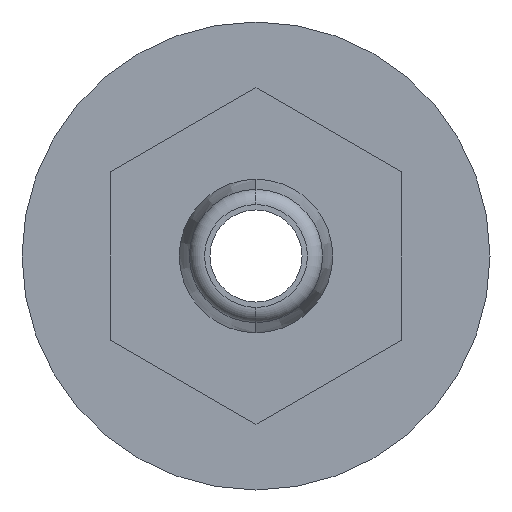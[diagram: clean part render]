
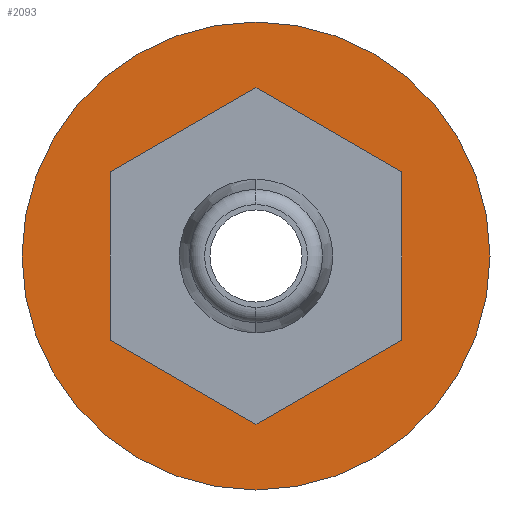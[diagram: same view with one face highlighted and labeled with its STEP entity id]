
A CAD part, left-side view. The second image highlights one B-rep face of the part: STEP entity #2093.
In plain terms, the highlighted planar face has unit normal (-1, 0, 0).
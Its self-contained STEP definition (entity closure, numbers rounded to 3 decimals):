
#254 = CARTESIAN_POINT ( 'NONE',  ( -16.5, 0., 0. ) ) ;
#255 = DIRECTION ( 'NONE',  ( -1., 0., 0. ) ) ;
#256 = DIRECTION ( 'NONE',  ( 0., 0., 1. ) ) ;
#652 = CIRCLE ( 'NONE', #654, 15.25 ) ;
#654 = AXIS2_PLACEMENT_3D ( 'NONE', #254, #255, #256 ) ;
#1853 = LINE ( 'NONE', #1855, #3527 ) ;
#1855 = CARTESIAN_POINT ( 'NONE',  ( -16.5, 0., -10.97 ) ) ;
#1863 = LINE ( 'NONE', #1884, #3529 ) ;
#1865 = LINE ( 'NONE', #1877, #3531 ) ;
#1867 = CARTESIAN_POINT ( 'NONE',  ( -16.5, 0., 0. ) ) ;
#1869 = DIRECTION ( 'NONE',  ( -1., 0., 0. ) ) ;
#1871 = DIRECTION ( 'NONE',  ( 0., 0., 1. ) ) ;
#1873 = LINE ( 'NONE', #1891, #3530 ) ;
#1875 = DIRECTION ( 'NONE',  ( 0., -0.866, 0.5 ) ) ;
#1877 = CARTESIAN_POINT ( 'NONE',  ( -16.5, 9.5, -5.485 ) ) ;
#1880 = LINE ( 'NONE', #1897, #3532 ) ;
#1882 = DIRECTION ( 'NONE',  ( 0., -0.866, -0.5 ) ) ;
#1884 = CARTESIAN_POINT ( 'NONE',  ( -16.5, 9.5, 5.485 ) ) ;
#1887 = LINE ( 'NONE', #1903, #3533 ) ;
#1889 = DIRECTION ( 'NONE',  ( 0., 0., -1. ) ) ;
#1891 = CARTESIAN_POINT ( 'NONE',  ( -16.5, 0., 10.97 ) ) ;
#1895 = DIRECTION ( 'NONE',  ( 0., 0.866, -0.5 ) ) ;
#1897 = CARTESIAN_POINT ( 'NONE',  ( -16.5, -9.5, 5.485 ) ) ;
#1901 = DIRECTION ( 'NONE',  ( 0., 0.866, 0.5 ) ) ;
#1903 = CARTESIAN_POINT ( 'NONE',  ( -16.5, -9.5, -5.485 ) ) ;
#1907 = DIRECTION ( 'NONE',  ( 0., 0., 1. ) ) ;
#2093 = ADVANCED_FACE ( 'NONE', ( #2365, #2366 ), #2367, .F. ) ;
#2361 = CARTESIAN_POINT ( 'NONE',  ( -16.5, 15.25, 0. ) ) ;
#2365 = FACE_BOUND ( 'NONE', #4356, .T. ) ;
#2366 = FACE_OUTER_BOUND ( 'NONE', #4355, .T. ) ;
#2367 = PLANE ( 'NONE',  #4093 ) ;
#2369 = DIRECTION ( 'NONE',  ( 1., 0., 0. ) ) ;
#2370 = DIRECTION ( 'NONE',  ( 0., 0., -1. ) ) ;
#3181 = CARTESIAN_POINT ( 'NONE',  ( -16.5, 0., -15.25 ) ) ;
#3185 = CARTESIAN_POINT ( 'NONE',  ( -16.5, 0., 15.25 ) ) ;
#3525 = CIRCLE ( 'NONE', #3528, 15.25 ) ;
#3527 = VECTOR ( 'NONE', #1875, 1000. ) ;
#3528 = AXIS2_PLACEMENT_3D ( 'NONE', #1867, #1869, #1871 ) ;
#3529 = VECTOR ( 'NONE', #1889, 1000. ) ;
#3530 = VECTOR ( 'NONE', #1895, 1000. ) ;
#3531 = VECTOR ( 'NONE', #1882, 1000. ) ;
#3532 = VECTOR ( 'NONE', #1901, 1000. ) ;
#3533 = VECTOR ( 'NONE', #1907, 1000. ) ;
#4031 = ORIENTED_EDGE ( 'NONE', *, *, #4754, .F. ) ;
#4032 = ORIENTED_EDGE ( 'NONE', *, *, #4755, .F. ) ;
#4033 = ORIENTED_EDGE ( 'NONE', *, *, #4756, .F. ) ;
#4034 = ORIENTED_EDGE ( 'NONE', *, *, #4757, .F. ) ;
#4035 = ORIENTED_EDGE ( 'NONE', *, *, #4758, .F. ) ;
#4036 = ORIENTED_EDGE ( 'NONE', *, *, #4759, .F. ) ;
#4037 = ORIENTED_EDGE ( 'NONE', *, *, #4651, .T. ) ;
#4038 = ORIENTED_EDGE ( 'NONE', *, *, #4753, .T. ) ;
#4093 = AXIS2_PLACEMENT_3D ( 'NONE', #2361, #2369, #2370 ) ;
#4355 = EDGE_LOOP ( 'NONE', ( #4037, #4038 ) ) ;
#4356 = EDGE_LOOP ( 'NONE', ( #4031, #4032, #4033, #4034, #4035, #4036 ) ) ;
#4373 = VERTEX_POINT ( 'NONE', #5239 ) ;
#4374 = VERTEX_POINT ( 'NONE', #5247 ) ;
#4379 = VERTEX_POINT ( 'NONE', #5252 ) ;
#4380 = VERTEX_POINT ( 'NONE', #5253 ) ;
#4381 = VERTEX_POINT ( 'NONE', #5254 ) ;
#4383 = VERTEX_POINT ( 'NONE', #5256 ) ;
#4651 = EDGE_CURVE ( 'NONE', #5306, #5304, #652, .T. ) ;
#4753 = EDGE_CURVE ( 'NONE', #5304, #5306, #3525, .T. ) ;
#4754 = EDGE_CURVE ( 'NONE', #4380, #4381, #1853, .T. ) ;
#4755 = EDGE_CURVE ( 'NONE', #4379, #4380, #1865, .T. ) ;
#4756 = EDGE_CURVE ( 'NONE', #4373, #4379, #1863, .T. ) ;
#4757 = EDGE_CURVE ( 'NONE', #4374, #4373, #1873, .T. ) ;
#4758 = EDGE_CURVE ( 'NONE', #4383, #4374, #1880, .T. ) ;
#4759 = EDGE_CURVE ( 'NONE', #4381, #4383, #1887, .T. ) ;
#5239 = CARTESIAN_POINT ( 'NONE',  ( -16.5, 9.5, 5.485 ) ) ;
#5247 = CARTESIAN_POINT ( 'NONE',  ( -16.5, 0., 10.97 ) ) ;
#5252 = CARTESIAN_POINT ( 'NONE',  ( -16.5, 9.5, -5.485 ) ) ;
#5253 = CARTESIAN_POINT ( 'NONE',  ( -16.5, 0., -10.97 ) ) ;
#5254 = CARTESIAN_POINT ( 'NONE',  ( -16.5, -9.5, -5.485 ) ) ;
#5256 = CARTESIAN_POINT ( 'NONE',  ( -16.5, -9.5, 5.485 ) ) ;
#5304 = VERTEX_POINT ( 'NONE', #3181 ) ;
#5306 = VERTEX_POINT ( 'NONE', #3185 ) ;
